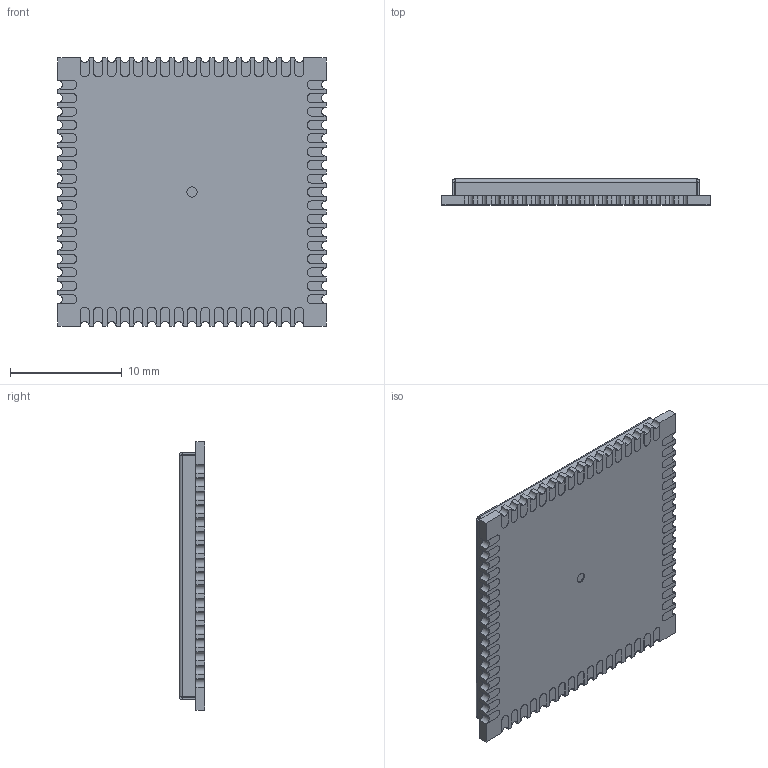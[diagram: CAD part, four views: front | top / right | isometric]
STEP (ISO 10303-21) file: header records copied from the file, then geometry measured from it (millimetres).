
FILE_DESCRIPTION (( 'STEP AP214' ), '1' );
FILE_NAME ('AIR724Ä£¿é.STEP', '2020-07-17T04:45:17', ( '' ), ( '' ), 'SwSTEP 2.0', 'SolidWorks 2016', '' );
FILE_SCHEMA (( 'AUTOMOTIVE_DESIGN' ));
Length unit declared in the file: millimetre
Products named in the file (1): AIR724耀輸
Bounding box: 24 x 2.31 x 24 mm (x, y, z)
Volume: 567.3 mm3; surface area: 2438.8 mm2
Topology: 2 solids, 2 shells, 1297 faces, 3419 edges, 2178 vertices
Faces by surface type: plane 840, cylinder 268, bspline 189
Entity records: 60783 total; most frequent: CARTESIAN_POINT 16776, ORIENTED_EDGE 6838, DIRECTION 5779, EDGE_CURVE 3419, LINE 2521, VECTOR 2521, VERTEX_POINT 2178, AXIS2_PLACEMENT_3D 1629
